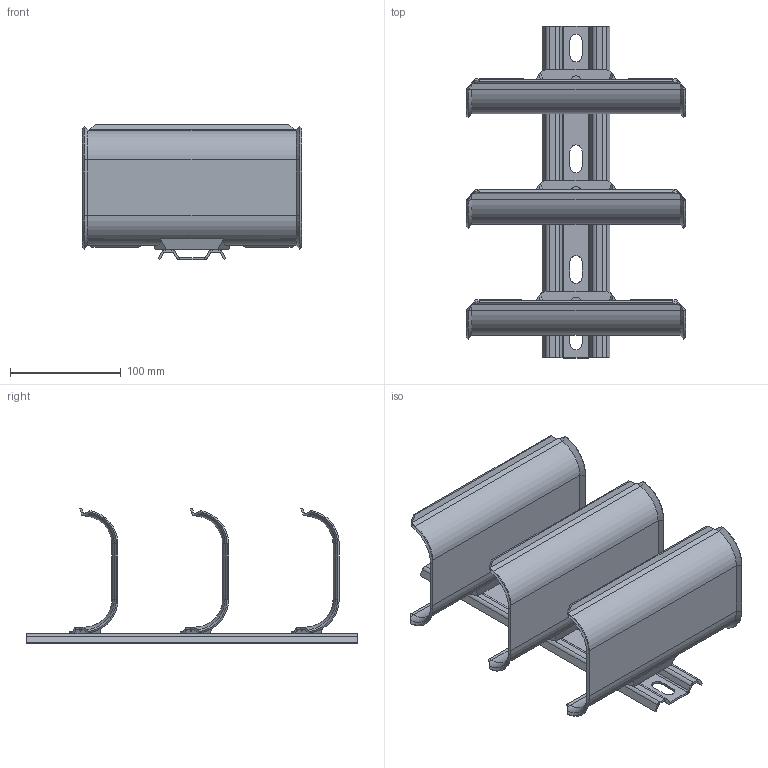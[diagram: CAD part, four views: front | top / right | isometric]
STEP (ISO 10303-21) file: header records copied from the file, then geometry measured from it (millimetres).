
FILE_DESCRIPTION((''),'2;1');
FILE_NAME('6006903_ASM','2014-10-30T',('AndreasKeweloh'),(''),'PRO/ENGINEER BY PARAMETRIC TECHNOLOGY CORPORATION, 2014000','PRO/ENGINEER BY PARAMETRIC TECHNOLOGY CORPORATION, 2014000','');
FILE_SCHEMA(('CONFIG_CONTROL_DESIGN'));
Length unit declared in the file: millimetre
Products named in the file (3): 046639_100; 068905_3-FACH; 6006903_ASM
Assembly tree (4 placements, depth 2):
  6006903_ASM
    046639_100  x3
    068905_3-FACH
Bounding box: 198 x 300 x 122.46 mm (x, y, z)
Volume: 217471 mm3; surface area: 224995.8 mm2
Topology: 4 solids, 4 shells, 511 faces, 1299 edges, 823 vertices
Faces by surface type: plane 281, cylinder 146, cone 36, bspline 24, torus 12, extrusion 12
Entity records: 7257 total; most frequent: CARTESIAN_POINT 1818, ORIENTED_EDGE 1122, DIRECTION 1079, EDGE_CURVE 561, AXIS2_PLACEMENT_3D 366, VERTEX_POINT 349, VECTOR 347, LINE 343
